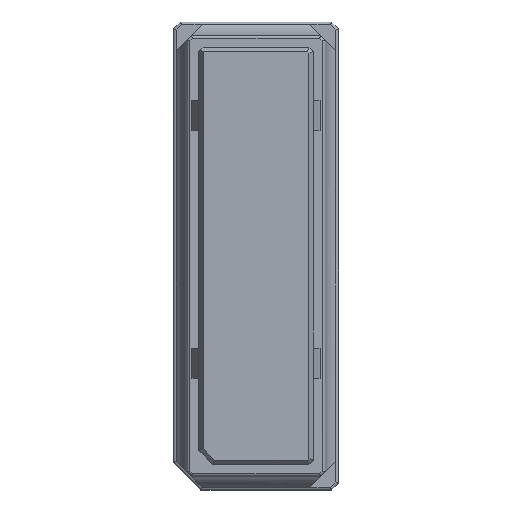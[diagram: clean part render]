
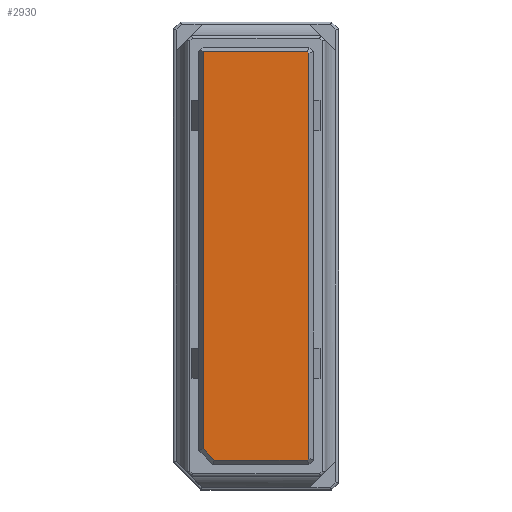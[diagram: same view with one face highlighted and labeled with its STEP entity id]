
A CAD part, top view. The second image highlights one B-rep face of the part: STEP entity #2930.
In plain terms, the highlighted planar face has unit normal (0, 0, 1).
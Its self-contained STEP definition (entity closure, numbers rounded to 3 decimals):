
#193=B_SPLINE_CURVE_WITH_KNOTS('',3,(#4377,#4378,#4379,#4380),
 .UNSPECIFIED.,.F.,.F.,(4,4),(0.,1.),.UNSPECIFIED.);
#194=B_SPLINE_CURVE_WITH_KNOTS('',3,(#4387,#4388,#4389,#4390),
 .UNSPECIFIED.,.F.,.F.,(4,4),(0.,1.),.UNSPECIFIED.);
#195=B_SPLINE_CURVE_WITH_KNOTS('',3,(#4392,#4393,#4394,#4395),
 .UNSPECIFIED.,.F.,.F.,(4,4),(0.,1.),.UNSPECIFIED.);
#196=B_SPLINE_CURVE_WITH_KNOTS('',3,(#4397,#4398,#4399,#4400),
 .UNSPECIFIED.,.F.,.F.,(4,4),(0.,1.),.UNSPECIFIED.);
#197=B_SPLINE_CURVE_WITH_KNOTS('',3,(#4402,#4403,#4404,#4405),
 .UNSPECIFIED.,.F.,.F.,(4,4),(0.,1.),.UNSPECIFIED.);
#283=ORIENTED_EDGE('',*,*,#1135,.T.);
#284=ORIENTED_EDGE('',*,*,#1136,.T.);
#285=ORIENTED_EDGE('',*,*,#1137,.T.);
#286=ORIENTED_EDGE('',*,*,#1138,.T.);
#287=ORIENTED_EDGE('',*,*,#1139,.T.);
#288=ORIENTED_EDGE('',*,*,#1140,.T.);
#289=ORIENTED_EDGE('',*,*,#1141,.T.);
#1135=EDGE_CURVE('',#1560,#1561,#193,.T.);
#1136=EDGE_CURVE('',#1561,#1562,#1826,.T.);
#1137=EDGE_CURVE('',#1562,#1563,#1827,.T.);
#1138=EDGE_CURVE('',#1563,#1564,#194,.T.);
#1139=EDGE_CURVE('',#1564,#1565,#195,.T.);
#1140=EDGE_CURVE('',#1565,#1566,#196,.T.);
#1141=EDGE_CURVE('',#1566,#1560,#197,.T.);
#1560=VERTEX_POINT('',#4381);
#1561=VERTEX_POINT('',#4382);
#1562=VERTEX_POINT('',#4384);
#1563=VERTEX_POINT('',#4386);
#1564=VERTEX_POINT('',#4391);
#1565=VERTEX_POINT('',#4396);
#1566=VERTEX_POINT('',#4401);
#1826=LINE('',#4383,#2120);
#1827=LINE('',#4385,#2121);
#2120=VECTOR('',#3483,1000.);
#2121=VECTOR('',#3484,1000.);
#2390=EDGE_LOOP('',(#283,#284,#285,#286,#287,#288,#289));
#2603=FACE_BOUND('',#2390,.T.);
#2808=PLANE('',#3149);
#2930=ADVANCED_FACE('',(#2603),#2808,.F.);
#3149=AXIS2_PLACEMENT_3D('',#4376,#3481,#3482);
#3481=DIRECTION('',(0.,0.,-1.));
#3482=DIRECTION('',(-1.,0.,0.));
#3483=DIRECTION('',(-1.,0.,0.));
#3484=DIRECTION('',(0.,-1.,0.));
#4376=CARTESIAN_POINT('',(0.,0.,14.2));
#4377=CARTESIAN_POINT('',(3.85,26.726,14.2));
#4378=CARTESIAN_POINT('',(3.809,26.767,14.2));
#4379=CARTESIAN_POINT('',(3.767,26.809,14.2));
#4380=CARTESIAN_POINT('',(3.726,26.85,14.2));
#4381=CARTESIAN_POINT('',(3.85,26.726,14.2));
#4382=CARTESIAN_POINT('',(3.726,26.85,14.2));
#4383=CARTESIAN_POINT('',(-3.85,26.85,14.2));
#4384=CARTESIAN_POINT('',(-3.85,26.85,14.2));
#4385=CARTESIAN_POINT('',(-3.85,-2.15,14.2));
#4386=CARTESIAN_POINT('',(-3.85,-2.026,14.2));
#4387=CARTESIAN_POINT('',(-3.85,-2.026,14.2));
#4388=CARTESIAN_POINT('',(-3.575,-2.3,14.2));
#4389=CARTESIAN_POINT('',(-3.3,-2.575,14.2));
#4390=CARTESIAN_POINT('',(-3.026,-2.85,14.2));
#4391=CARTESIAN_POINT('',(-3.026,-2.85,14.2));
#4392=CARTESIAN_POINT('',(-3.026,-2.85,14.2));
#4393=CARTESIAN_POINT('',(-0.775,-2.85,14.2));
#4394=CARTESIAN_POINT('',(1.475,-2.85,14.2));
#4395=CARTESIAN_POINT('',(3.726,-2.85,14.2));
#4396=CARTESIAN_POINT('',(3.726,-2.85,14.2));
#4397=CARTESIAN_POINT('',(3.726,-2.85,14.2));
#4398=CARTESIAN_POINT('',(3.767,-2.809,14.2));
#4399=CARTESIAN_POINT('',(3.809,-2.767,14.2));
#4400=CARTESIAN_POINT('',(3.85,-2.726,14.2));
#4401=CARTESIAN_POINT('',(3.85,-2.726,14.2));
#4402=CARTESIAN_POINT('',(3.85,-2.726,14.2));
#4403=CARTESIAN_POINT('',(3.85,7.091,14.2));
#4404=CARTESIAN_POINT('',(3.85,16.909,14.2));
#4405=CARTESIAN_POINT('',(3.85,26.726,14.2));
